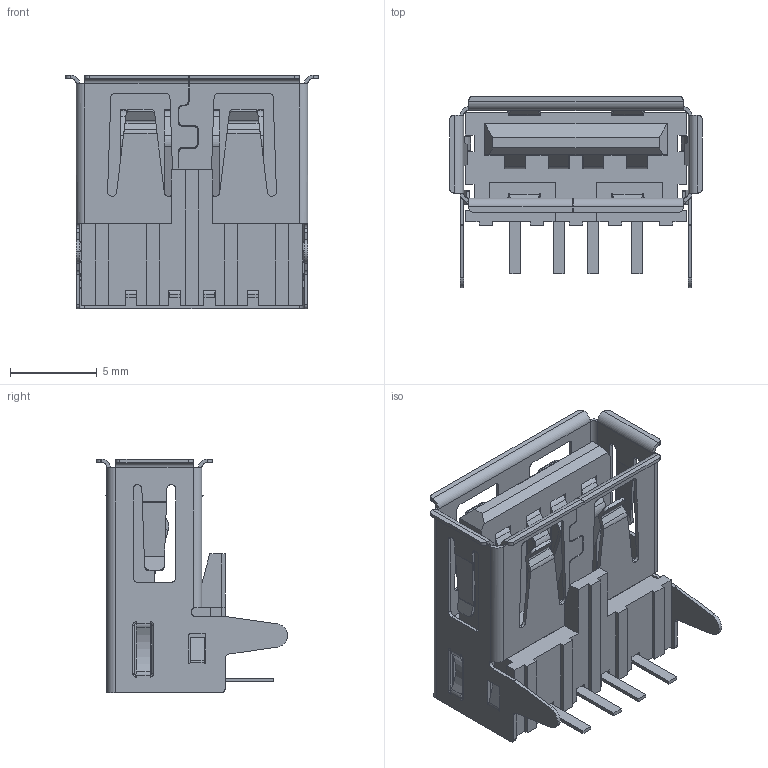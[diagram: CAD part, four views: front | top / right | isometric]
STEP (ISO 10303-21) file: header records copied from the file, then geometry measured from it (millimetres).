
FILE_DESCRIPTION (( 'STEP AP214' ), '1' );
FILE_NAME ('Conector USB-A Fêmea PCI 90º.STEP', '2017-10-17T15:15:25', ( '' ), ( '' ), 'SwSTEP 2.0', 'SolidWorks 2016', '' );
FILE_SCHEMA (( 'AUTOMOTIVE_DESIGN' ));
Length unit declared in the file: millimetre
Products named in the file (1): Conector USB-A Fêmea PCI 90º
Bounding box: 14.54 x 11 x 13.45 mm (x, y, z)
Volume: 473.8 mm3; surface area: 2056.8 mm2
Topology: 7 solids, 7 shells, 719 faces, 1896 edges, 1180 vertices
Faces by surface type: plane 498, cylinder 213, torus 8
Entity records: 21932 total; most frequent: CARTESIAN_POINT 4060, ORIENTED_EDGE 3792, DIRECTION 3618, EDGE_CURVE 1896, LINE 1438, VECTOR 1438, VERTEX_POINT 1180, AXIS2_PLACEMENT_3D 1090
